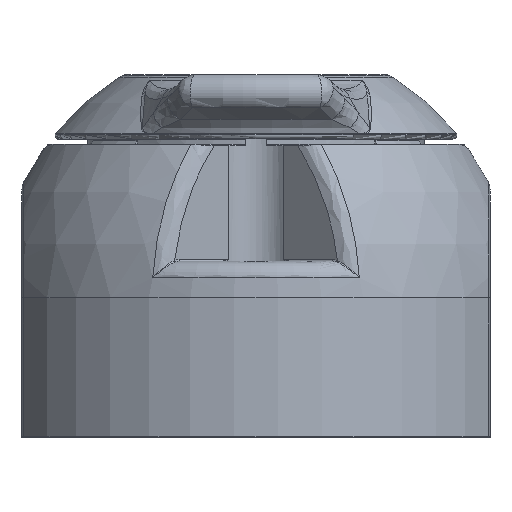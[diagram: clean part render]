
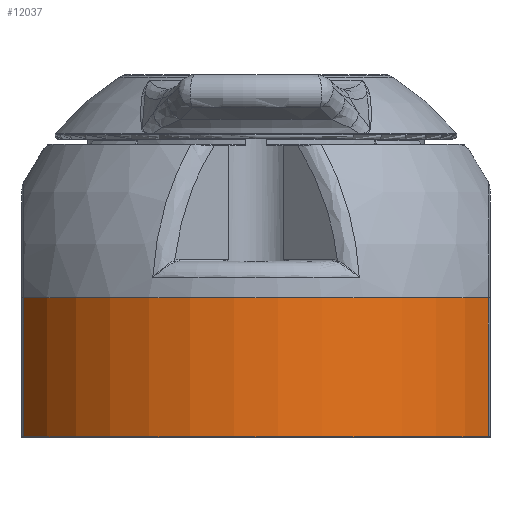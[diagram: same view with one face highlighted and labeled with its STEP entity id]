
A CAD part, top view. The second image highlights one B-rep face of the part: STEP entity #12037.
In plain terms, the highlighted cylindrical face has radius 35.5 mm (diameter 71 mm), a partial arc.
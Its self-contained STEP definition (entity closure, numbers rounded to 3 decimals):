
#214=DIRECTION('',(0.,1.,0.));
#215=VECTOR('',#214,19.);
#216=CARTESIAN_POINT('',(31.735,0.,15.911));
#217=LINE('',#216,#215);
#218=CARTESIAN_POINT('',(0.,0.,0.));
#219=DIRECTION('',(0.,-1.,0.));
#220=DIRECTION('',(0.894,0.,0.448));
#221=AXIS2_PLACEMENT_3D('',#218,#219,#220);
#223=DIRECTION('',(0.,1.,0.));
#224=VECTOR('',#223,19.);
#225=CARTESIAN_POINT('',(-31.735,0.,15.911));
#226=LINE('',#225,#224);
#4149=CARTESIAN_POINT('',(0.,19.,0.));
#4150=DIRECTION('',(0.,-1.,0.));
#4151=DIRECTION('',(0.894,0.,0.448));
#4152=AXIS2_PLACEMENT_3D('',#4149,#4150,#4151);
#10755=CARTESIAN_POINT('',(31.735,19.,15.911));
#10756=VERTEX_POINT('',#10755);
#10760=CARTESIAN_POINT('',(31.735,0.,15.911));
#10762=VERTEX_POINT('',#10760);
#10799=CARTESIAN_POINT('',(-31.735,19.,15.911));
#10800=VERTEX_POINT('',#10799);
#10801=CARTESIAN_POINT('',(-31.735,0.,15.911));
#10803=VERTEX_POINT('',#10801);
#12024=CARTESIAN_POINT('',(0.,57.225,0.));
#12025=DIRECTION('',(0.,-1.,0.));
#12026=DIRECTION('',(-1.,0.,0.));
#12027=AXIS2_PLACEMENT_3D('',#12024,#12025,#12026);
#12028=CYLINDRICAL_SURFACE('',#12027,35.5);
#12029=ORIENTED_EDGE('',*,*,#12015,.F.);
#12030=ORIENTED_EDGE('',*,*,#11896,.T.);
#12032=ORIENTED_EDGE('',*,*,#12031,.T.);
#12034=ORIENTED_EDGE('',*,*,#12033,.F.);
#12035=EDGE_LOOP('',(#12029,#12030,#12032,#12034));
#12036=FACE_OUTER_BOUND('',#12035,.F.);
#12037=ADVANCED_FACE('',(#12036),#12028,.T.);
#222=CIRCLE('',#221,35.5);
#4153=CIRCLE('',#4152,35.5);
#11896=EDGE_CURVE('',#10762,#10803,#222,.T.);
#12015=EDGE_CURVE('',#10762,#10756,#217,.T.);
#12031=EDGE_CURVE('',#10803,#10800,#226,.T.);
#12033=EDGE_CURVE('',#10756,#10800,#4153,.T.);
